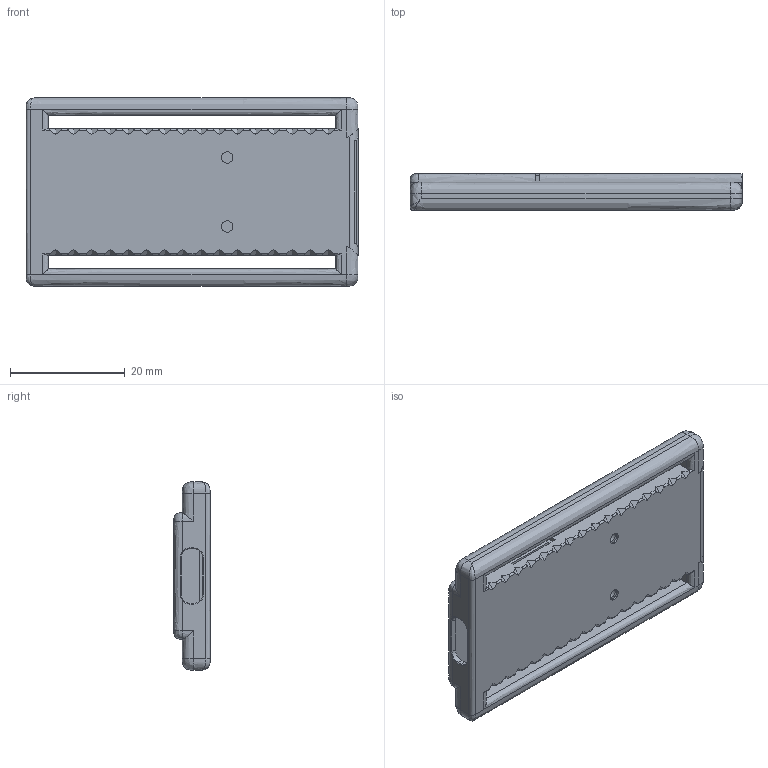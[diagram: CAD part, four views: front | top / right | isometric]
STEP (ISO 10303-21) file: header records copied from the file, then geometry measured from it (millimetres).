
FILE_DESCRIPTION (( 'STEP AP214' ), '1' );
FILE_NAME ('FuiminiCase.STEP', '2024-11-04T19:23:27', ( '' ), ( '' ), 'MPSTEP 2.0', 'Macroplastics Offline CAD Suite', '' );
FILE_SCHEMA (( 'UwU' ));
Length unit declared in the file: millimetre
Products named in the file (1): FuiminiCase
Bounding box: 57.8 x 6.36 x 32.8 mm (x, y, z)
Volume: 4374.6 mm3; surface area: 9175.8 mm2
Topology: 2 solids, 2 shells, 379 faces, 1083 edges, 700 vertices
Faces by surface type: plane 251, cylinder 85, bspline 39, cone 4
Entity records: 16471 total; most frequent: CARTESIAN_POINT 7500, ORIENTED_EDGE 2162, DIRECTION 1437, EDGE_CURVE 1081, VERTEX_POINT 700, VECTOR 675, LINE 675, EDGE_LOOP 391
